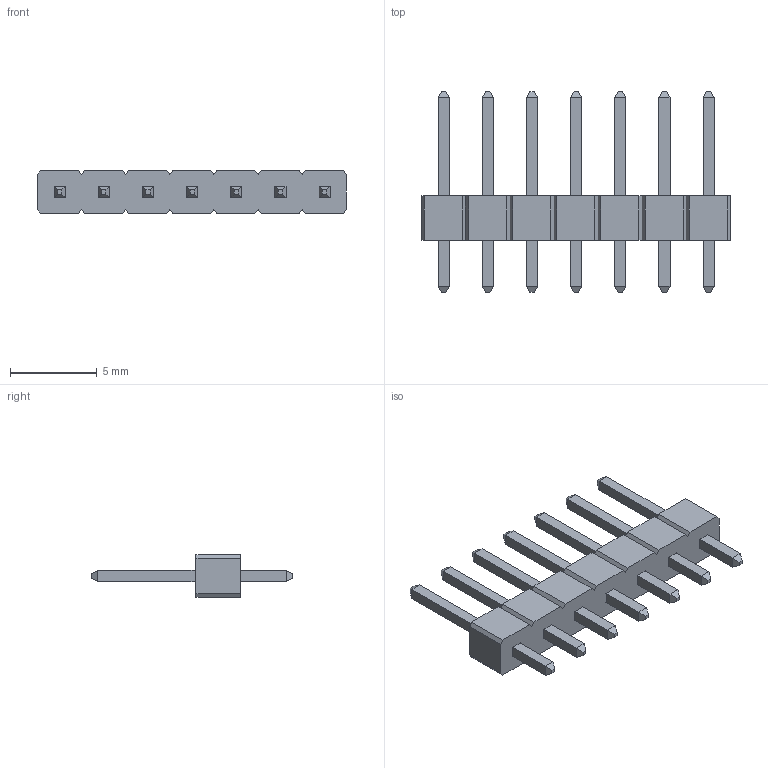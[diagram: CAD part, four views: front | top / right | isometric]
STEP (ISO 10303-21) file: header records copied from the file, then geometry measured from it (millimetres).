
FILE_DESCRIPTION(/* description */ (''),/* implementation_level */ '2;1');
FILE_NAME(/* name */ '1x07 connector.step',/* time_stamp */ '2018-09-29T19:35:14-04:00',/* author */ ('rdanie14'),/* organization */ (''),/* preprocessor_version */ 'ST-DEVELOPER v17.2',/* originating_system */ 'Autodesk Translation Framework v7.6.0.251',/* authorisation */ '');
FILE_SCHEMA (('AUTOMOTIVE_DESIGN { 1 0 10303 214 3 1 1 }'));
Length unit declared in the file: millimetre
Products named in the file (1): 1x07 connector
Bounding box: 17.76 x 11.54 x 2.46 mm (x, y, z)
Volume: 134.3 mm3; surface area: 440.5 mm2
Topology: 8 solids, 8 shells, 172 faces, 412 edges, 256 vertices
Faces by surface type: plane 172
Entity records: 4876 total; most frequent: CARTESIAN_POINT 841, ORIENTED_EDGE 824, DIRECTION 758, LINE 412, VECTOR 412, EDGE_CURVE 412, VERTEX_POINT 256, EDGE_LOOP 186
